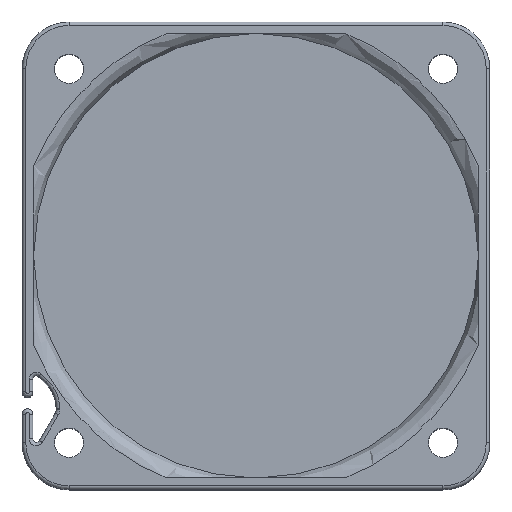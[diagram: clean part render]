
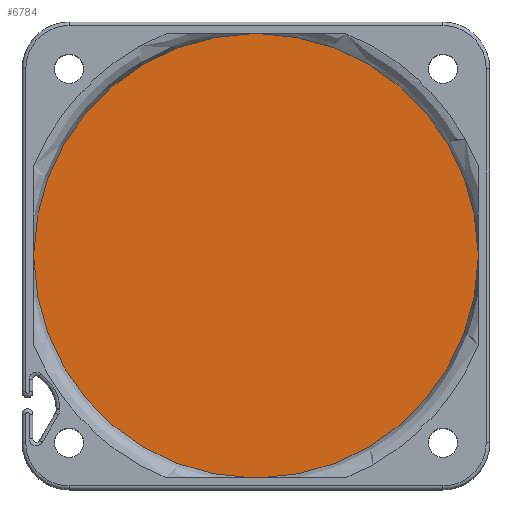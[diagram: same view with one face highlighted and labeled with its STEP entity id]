
A CAD part, top view. The second image highlights one B-rep face of the part: STEP entity #6784.
In plain terms, the highlighted planar face has unit normal (0, 0, 1).
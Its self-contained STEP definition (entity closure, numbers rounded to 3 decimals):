
#2020=CARTESIAN_POINT('',(0.,0.,-1.));
#2021=DIRECTION('',(0.,0.,-1.));
#2022=DIRECTION('',(-1.,0.019,0.));
#2023=AXIS2_PLACEMENT_3D('',#2020,#2021,#2022);
#2025=DIRECTION('',(1.,0.,0.));
#2026=VECTOR('',#2025,0.712);
#2027=CARTESIAN_POINT('',(-0.356,19.,-1.));
#2028=LINE('',#2027,#2026);
#2029=CARTESIAN_POINT('',(0.,0.,-1.));
#2030=DIRECTION('',(0.,0.,-1.));
#2031=DIRECTION('',(0.019,1.,0.));
#2032=AXIS2_PLACEMENT_3D('',#2029,#2030,#2031);
#2034=CARTESIAN_POINT('',(0.,0.,-1.));
#2035=DIRECTION('',(0.,0.,-1.));
#2036=DIRECTION('',(1.,-0.019,0.));
#2037=AXIS2_PLACEMENT_3D('',#2034,#2035,#2036);
#2039=CARTESIAN_POINT('',(0.,0.,-1.));
#2040=DIRECTION('',(0.,0.,-1.));
#2041=DIRECTION('',(-0.019,-1.,0.));
#2042=AXIS2_PLACEMENT_3D('',#2039,#2040,#2041);
#2044=DIRECTION('',(0.,1.,0.));
#2045=VECTOR('',#2044,0.712);
#2046=CARTESIAN_POINT('',(-19.,-0.356,-1.));
#2047=LINE('',#2046,#2045);
#2078=DIRECTION('',(0.,1.,0.));
#2079=VECTOR('',#2078,0.712);
#2080=CARTESIAN_POINT('',(19.,-0.356,-1.));
#2081=LINE('',#2080,#2079);
#2102=DIRECTION('',(1.,0.,0.));
#2103=VECTOR('',#2102,0.712);
#2104=CARTESIAN_POINT('',(-0.356,-19.,-1.));
#2105=LINE('',#2104,#2103);
#4049=CARTESIAN_POINT('',(-19.,-0.356,-1.));
#4050=CARTESIAN_POINT('',(-19.,0.356,-1.));
#4051=VERTEX_POINT('',#4049);
#4052=VERTEX_POINT('',#4050);
#4053=CARTESIAN_POINT('',(-0.356,19.,-1.));
#4054=VERTEX_POINT('',#4053);
#4055=CARTESIAN_POINT('',(0.356,19.,-1.));
#4056=VERTEX_POINT('',#4055);
#4057=CARTESIAN_POINT('',(19.,0.356,-1.));
#4058=VERTEX_POINT('',#4057);
#4059=CARTESIAN_POINT('',(19.,-0.356,-1.));
#4060=VERTEX_POINT('',#4059);
#4061=CARTESIAN_POINT('',(0.356,-19.,-1.));
#4062=VERTEX_POINT('',#4061);
#4063=CARTESIAN_POINT('',(-0.356,-19.,-1.));
#4064=VERTEX_POINT('',#4063);
#6762=CARTESIAN_POINT('',(0.,0.,-1.));
#6763=DIRECTION('',(0.,0.,1.));
#6764=DIRECTION('',(1.,0.,0.));
#6765=AXIS2_PLACEMENT_3D('',#6762,#6763,#6764);
#6766=PLANE('',#6765);
#6768=ORIENTED_EDGE('',*,*,#6767,.T.);
#6770=ORIENTED_EDGE('',*,*,#6769,.T.);
#6772=ORIENTED_EDGE('',*,*,#6771,.T.);
#6774=ORIENTED_EDGE('',*,*,#6773,.F.);
#6776=ORIENTED_EDGE('',*,*,#6775,.T.);
#6778=ORIENTED_EDGE('',*,*,#6777,.F.);
#6780=ORIENTED_EDGE('',*,*,#6779,.T.);
#6781=ORIENTED_EDGE('',*,*,#6752,.T.);
#6782=EDGE_LOOP('',(#6768,#6770,#6772,#6774,#6776,#6778,#6780,#6781));
#6783=FACE_OUTER_BOUND('',#6782,.F.);
#6784=ADVANCED_FACE('',(#6783),#6766,.T.);
#2024=CIRCLE('',#2023,19.003);
#2033=CIRCLE('',#2032,19.003);
#2038=CIRCLE('',#2037,19.003);
#2043=CIRCLE('',#2042,19.003);
#6752=EDGE_CURVE('',#4051,#4052,#2047,.T.);
#6767=EDGE_CURVE('',#4052,#4054,#2024,.T.);
#6769=EDGE_CURVE('',#4054,#4056,#2028,.T.);
#6771=EDGE_CURVE('',#4056,#4058,#2033,.T.);
#6773=EDGE_CURVE('',#4060,#4058,#2081,.T.);
#6775=EDGE_CURVE('',#4060,#4062,#2038,.T.);
#6777=EDGE_CURVE('',#4064,#4062,#2105,.T.);
#6779=EDGE_CURVE('',#4064,#4051,#2043,.T.);
